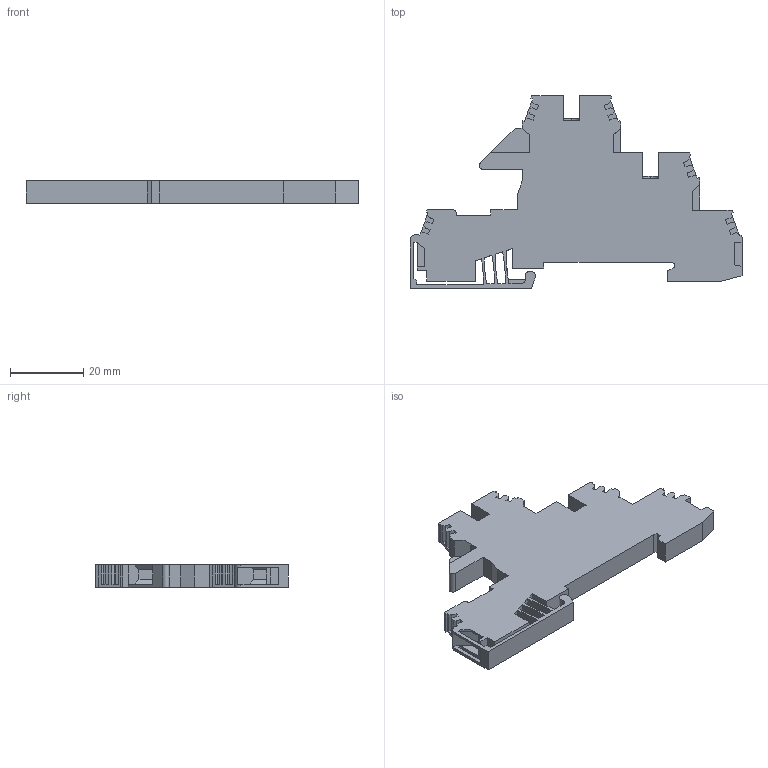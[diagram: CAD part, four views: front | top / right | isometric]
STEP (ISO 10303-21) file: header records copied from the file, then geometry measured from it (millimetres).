
FILE_DESCRIPTION(/* description */ (''),/* implementation_level */ '2;1');
FILE_NAME(/* name */ '1412_2 _DLIS_25_PE_L_L.stp',/* time_stamp */ '2021-10-01T10:05:49+02:00',/* author */ (''),/* organization */ (''),/* preprocessor_version */ 'ST-DEVELOPER v16.7',/* originating_system */ 'SIEMENS PLM Software NX 12.0',/* authorisation */ '');
FILE_SCHEMA (('AP203_CONFIGURATION_CONTROLLED_3D_DESIGN_OF_MECHANICAL_PARTS_AND_ASSEMBLIES_MIM_LF { 1 0 10303 403 2 1 2}'));
Length unit declared in the file: millimetre
Products named in the file (1): 1412_2 _DLIS_25_PE_L_L
Bounding box: 90.48 x 52.5 x 6.1 mm (x, y, z)
Volume: 15073.2 mm3; surface area: 8620.6 mm2
Topology: 1 solids, 3 shells, 230 faces, 654 edges, 433 vertices
Faces by surface type: plane 206, cylinder 22, torus 2
Full cylindrical faces by diameter (mm): 3.5 x4, 4 x1
Entity records: 7425 total; most frequent: CARTESIAN_POINT 1313, ORIENTED_EDGE 1292, DIRECTION 1161, EDGE_CURVE 646, LINE 593, VECTOR 593, VERTEX_POINT 432, AXIS2_PLACEMENT_3D 284
